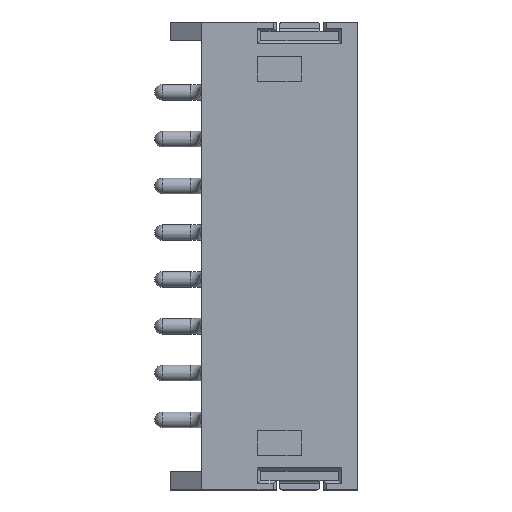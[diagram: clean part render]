
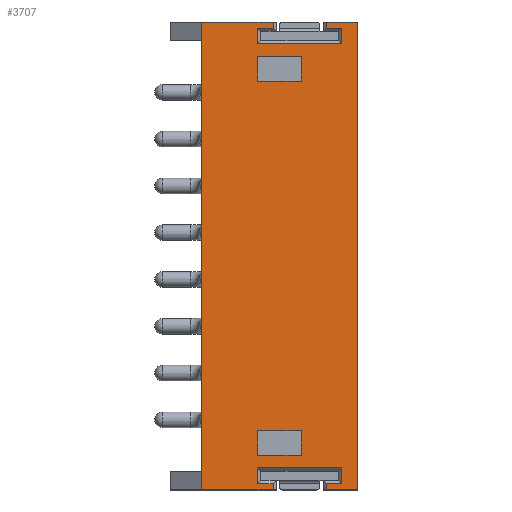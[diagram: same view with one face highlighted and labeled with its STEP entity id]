
A CAD part, top view. The second image highlights one B-rep face of the part: STEP entity #3707.
In plain terms, the highlighted planar face has unit normal (0, 0, 1).
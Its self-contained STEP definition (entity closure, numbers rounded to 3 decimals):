
#14=FACE_BOUND('',#486,.T.);
#15=FACE_BOUND('',#487,.T.);
#53=PLANE('',#4034);
#282=FACE_OUTER_BOUND('',#485,.T.);
#485=EDGE_LOOP('',(#2811,#2812,#2813,#2814,#2815,#2816,#2817,#2818,#2819,
#2820,#2821,#2822,#2823,#2824,#2825,#2826,#2827,#2828,#2829,#2830));
#486=EDGE_LOOP('',(#2831,#2832,#2833,#2834));
#487=EDGE_LOOP('',(#2835,#2836,#2837,#2838));
#694=LINE('',#5810,#1100);
#696=LINE('',#5815,#1102);
#702=LINE('',#5826,#1108);
#703=LINE('',#5828,#1109);
#705=LINE('',#5832,#1111);
#708=LINE('',#5838,#1114);
#713=LINE('',#5847,#1119);
#718=LINE('',#5857,#1124);
#720=LINE('',#5861,#1126);
#721=LINE('',#5863,#1127);
#722=LINE('',#5865,#1128);
#723=LINE('',#5867,#1129);
#724=LINE('',#5869,#1130);
#725=LINE('',#5871,#1131);
#726=LINE('',#5873,#1132);
#727=LINE('',#5875,#1133);
#728=LINE('',#5877,#1134);
#729=LINE('',#5879,#1135);
#730=LINE('',#5881,#1136);
#731=LINE('',#5882,#1137);
#732=LINE('',#5885,#1138);
#733=LINE('',#5887,#1139);
#734=LINE('',#5889,#1140);
#735=LINE('',#5890,#1141);
#736=LINE('',#5893,#1142);
#737=LINE('',#5895,#1143);
#738=LINE('',#5897,#1144);
#739=LINE('',#5898,#1145);
#1100=VECTOR('',#4604,10.);
#1102=VECTOR('',#4608,10.);
#1108=VECTOR('',#4616,10.);
#1109=VECTOR('',#4619,10.);
#1111=VECTOR('',#4623,10.);
#1114=VECTOR('',#4628,10.);
#1119=VECTOR('',#4635,10.);
#1124=VECTOR('',#4646,10.);
#1126=VECTOR('',#4650,10.);
#1127=VECTOR('',#4651,10.);
#1128=VECTOR('',#4652,10.);
#1129=VECTOR('',#4653,10.);
#1130=VECTOR('',#4654,10.);
#1131=VECTOR('',#4655,10.);
#1132=VECTOR('',#4656,10.);
#1133=VECTOR('',#4657,10.);
#1134=VECTOR('',#4658,10.);
#1135=VECTOR('',#4659,10.);
#1136=VECTOR('',#4660,10.);
#1137=VECTOR('',#4661,10.);
#1138=VECTOR('',#4662,10.);
#1139=VECTOR('',#4663,10.);
#1140=VECTOR('',#4664,10.);
#1141=VECTOR('',#4665,10.);
#1142=VECTOR('',#4666,10.);
#1143=VECTOR('',#4667,10.);
#1144=VECTOR('',#4668,10.);
#1145=VECTOR('',#4669,10.);
#1681=VERTEX_POINT('',#5807);
#1682=VERTEX_POINT('',#5809);
#1683=VERTEX_POINT('',#5813);
#1684=VERTEX_POINT('',#5814);
#1688=VERTEX_POINT('',#5824);
#1689=VERTEX_POINT('',#5831);
#1691=VERTEX_POINT('',#5837);
#1694=VERTEX_POINT('',#5845);
#1696=VERTEX_POINT('',#5856);
#1697=VERTEX_POINT('',#5860);
#1698=VERTEX_POINT('',#5862);
#1699=VERTEX_POINT('',#5864);
#1700=VERTEX_POINT('',#5866);
#1701=VERTEX_POINT('',#5868);
#1702=VERTEX_POINT('',#5870);
#1703=VERTEX_POINT('',#5872);
#1704=VERTEX_POINT('',#5874);
#1705=VERTEX_POINT('',#5876);
#1706=VERTEX_POINT('',#5878);
#1707=VERTEX_POINT('',#5880);
#1708=VERTEX_POINT('',#5883);
#1709=VERTEX_POINT('',#5884);
#1710=VERTEX_POINT('',#5886);
#1711=VERTEX_POINT('',#5888);
#1712=VERTEX_POINT('',#5891);
#1713=VERTEX_POINT('',#5892);
#1714=VERTEX_POINT('',#5894);
#1715=VERTEX_POINT('',#5896);
#2086=EDGE_CURVE('',#1681,#1682,#694,.T.);
#2088=EDGE_CURVE('',#1683,#1684,#696,.T.);
#2094=EDGE_CURVE('',#1688,#1681,#702,.T.);
#2095=EDGE_CURVE('',#1684,#1688,#703,.T.);
#2097=EDGE_CURVE('',#1689,#1683,#705,.T.);
#2100=EDGE_CURVE('',#1682,#1691,#708,.T.);
#2105=EDGE_CURVE('',#1694,#1689,#713,.T.);
#2110=EDGE_CURVE('',#1691,#1696,#718,.T.);
#2112=EDGE_CURVE('',#1697,#1694,#720,.T.);
#2113=EDGE_CURVE('',#1697,#1698,#721,.T.);
#2114=EDGE_CURVE('',#1698,#1699,#722,.T.);
#2115=EDGE_CURVE('',#1700,#1699,#723,.T.);
#2116=EDGE_CURVE('',#1701,#1700,#724,.T.);
#2117=EDGE_CURVE('',#1702,#1701,#725,.T.);
#2118=EDGE_CURVE('',#1703,#1702,#726,.T.);
#2119=EDGE_CURVE('',#1704,#1703,#727,.T.);
#2120=EDGE_CURVE('',#1705,#1704,#728,.T.);
#2121=EDGE_CURVE('',#1706,#1705,#729,.T.);
#2122=EDGE_CURVE('',#1706,#1707,#730,.T.);
#2123=EDGE_CURVE('',#1696,#1707,#731,.T.);
#2124=EDGE_CURVE('',#1708,#1709,#732,.T.);
#2125=EDGE_CURVE('',#1709,#1710,#733,.T.);
#2126=EDGE_CURVE('',#1710,#1711,#734,.T.);
#2127=EDGE_CURVE('',#1711,#1708,#735,.T.);
#2128=EDGE_CURVE('',#1712,#1713,#736,.T.);
#2129=EDGE_CURVE('',#1713,#1714,#737,.T.);
#2130=EDGE_CURVE('',#1714,#1715,#738,.T.);
#2131=EDGE_CURVE('',#1715,#1712,#739,.T.);
#2811=ORIENTED_EDGE('',*,*,#2100,.F.);
#2812=ORIENTED_EDGE('',*,*,#2086,.F.);
#2813=ORIENTED_EDGE('',*,*,#2094,.F.);
#2814=ORIENTED_EDGE('',*,*,#2095,.F.);
#2815=ORIENTED_EDGE('',*,*,#2088,.F.);
#2816=ORIENTED_EDGE('',*,*,#2097,.F.);
#2817=ORIENTED_EDGE('',*,*,#2105,.F.);
#2818=ORIENTED_EDGE('',*,*,#2112,.F.);
#2819=ORIENTED_EDGE('',*,*,#2113,.T.);
#2820=ORIENTED_EDGE('',*,*,#2114,.T.);
#2821=ORIENTED_EDGE('',*,*,#2115,.F.);
#2822=ORIENTED_EDGE('',*,*,#2116,.F.);
#2823=ORIENTED_EDGE('',*,*,#2117,.F.);
#2824=ORIENTED_EDGE('',*,*,#2118,.F.);
#2825=ORIENTED_EDGE('',*,*,#2119,.F.);
#2826=ORIENTED_EDGE('',*,*,#2120,.F.);
#2827=ORIENTED_EDGE('',*,*,#2121,.F.);
#2828=ORIENTED_EDGE('',*,*,#2122,.T.);
#2829=ORIENTED_EDGE('',*,*,#2123,.F.);
#2830=ORIENTED_EDGE('',*,*,#2110,.F.);
#2831=ORIENTED_EDGE('',*,*,#2124,.T.);
#2832=ORIENTED_EDGE('',*,*,#2125,.T.);
#2833=ORIENTED_EDGE('',*,*,#2126,.T.);
#2834=ORIENTED_EDGE('',*,*,#2127,.T.);
#2835=ORIENTED_EDGE('',*,*,#2128,.T.);
#2836=ORIENTED_EDGE('',*,*,#2129,.T.);
#2837=ORIENTED_EDGE('',*,*,#2130,.T.);
#2838=ORIENTED_EDGE('',*,*,#2131,.T.);
#3707=ADVANCED_FACE('',(#282,#14,#15),#53,.T.);
#4034=AXIS2_PLACEMENT_3D('',#5859,#4648,#4649);
#4604=DIRECTION('',(-1.,0.,0.));
#4608=DIRECTION('',(0.,-1.,0.));
#4616=DIRECTION('',(0.,1.,0.));
#4619=DIRECTION('',(1.,0.,0.));
#4623=DIRECTION('',(-1.,0.,0.));
#4628=DIRECTION('',(0.,1.,0.));
#4635=DIRECTION('',(0.,-1.,0.));
#4646=DIRECTION('',(1.,0.,0.));
#4648=DIRECTION('center_axis',(0.,0.,
1.));
#4649=DIRECTION('ref_axis',(0.,-1.,0.));
#4650=DIRECTION('',(1.,0.,0.));
#4651=DIRECTION('',(0.,-1.,0.));
#4652=DIRECTION('',(1.,0.,0.));
#4653=DIRECTION('',(0.,-1.,0.));
#4654=DIRECTION('',(1.,0.,0.));
#4655=DIRECTION('',(0.,-1.,0.));
#4656=DIRECTION('',(-1.,0.,0.));
#4657=DIRECTION('',(0.,1.,0.));
#4658=DIRECTION('',(1.,0.,0.));
#4659=DIRECTION('',(0.,1.,0.));
#4660=DIRECTION('',(1.,0.,0.));
#4661=DIRECTION('',(0.,-1.,0.));
#4662=DIRECTION('',(1.,0.,0.));
#4663=DIRECTION('',(0.,-1.,0.));
#4664=DIRECTION('',(-1.,0.,0.));
#4665=DIRECTION('',(0.,1.,0.));
#4666=DIRECTION('',(-1.,0.,0.));
#4667=DIRECTION('',(0.,1.,0.));
#4668=DIRECTION('',(1.,0.,0.));
#4669=DIRECTION('',(0.,-1.,0.));
#5807=CARTESIAN_POINT('',(5.25,12.55,3.7));
#5809=CARTESIAN_POINT('',(4.75,12.55,3.7));
#5810=CARTESIAN_POINT('',(2.95,12.55,3.7));
#5813=CARTESIAN_POINT('',(2.55,12.55,3.7));
#5814=CARTESIAN_POINT('',(2.55,12.05,3.7));
#5815=CARTESIAN_POINT('',(2.55,12.6,3.7));
#5824=CARTESIAN_POINT('',(5.25,12.05,3.7));
#5826=CARTESIAN_POINT('',(5.25,12.45,3.7));
#5828=CARTESIAN_POINT('',(1.7,12.05,3.7));
#5831=CARTESIAN_POINT('',(3.05,12.55,3.7));
#5832=CARTESIAN_POINT('',(2.95,12.55,3.7));
#5837=CARTESIAN_POINT('',(4.75,12.75,3.7));
#5838=CARTESIAN_POINT('',(4.75,12.75,3.7));
#5845=CARTESIAN_POINT('',(3.05,12.75,3.7));
#5847=CARTESIAN_POINT('',(3.05,12.75,3.7));
#5856=CARTESIAN_POINT('',(5.75,12.75,3.7));
#5857=CARTESIAN_POINT('',(0.75,12.75,3.7));
#5859=CARTESIAN_POINT('Origin',(0.75,12.75,3.7));
#5860=CARTESIAN_POINT('',(0.75,12.75,3.7));
#5861=CARTESIAN_POINT('',(0.75,12.75,3.7));
#5862=CARTESIAN_POINT('',(0.75,-2.25,3.7));
#5863=CARTESIAN_POINT('',(0.75,12.75,3.7));
#5864=CARTESIAN_POINT('',(3.05,-2.25,3.7));
#5865=CARTESIAN_POINT('',(0.75,-2.25,3.7));
#5866=CARTESIAN_POINT('',(3.05,-2.05,3.7));
#5867=CARTESIAN_POINT('',(3.05,5.25,3.7));
#5868=CARTESIAN_POINT('',(2.55,-2.05,3.7));
#5869=CARTESIAN_POINT('',(2.95,-2.05,3.7));
#5870=CARTESIAN_POINT('',(2.55,-1.55,3.7));
#5871=CARTESIAN_POINT('',(2.55,5.4,3.7));
#5872=CARTESIAN_POINT('',(5.25,-1.55,3.7));
#5873=CARTESIAN_POINT('',(1.7,-1.55,3.7));
#5874=CARTESIAN_POINT('',(5.25,-2.05,3.7));
#5875=CARTESIAN_POINT('',(5.25,5.55,3.7));
#5876=CARTESIAN_POINT('',(4.75,-2.05,3.7));
#5877=CARTESIAN_POINT('',(2.95,-2.05,3.7));
#5878=CARTESIAN_POINT('',(4.75,-2.25,3.7));
#5879=CARTESIAN_POINT('',(4.75,5.25,3.7));
#5880=CARTESIAN_POINT('',(5.75,-2.25,3.7));
#5881=CARTESIAN_POINT('',(0.75,-2.25,3.7));
#5882=CARTESIAN_POINT('',(5.75,12.75,3.7));
#5883=CARTESIAN_POINT('',(2.55,11.65,3.7));
#5884=CARTESIAN_POINT('',(3.95,11.65,3.7));
#5885=CARTESIAN_POINT('',(2.35,11.65,3.7));
#5886=CARTESIAN_POINT('',(3.95,10.85,3.7));
#5887=CARTESIAN_POINT('',(3.95,11.8,3.7));
#5888=CARTESIAN_POINT('',(2.55,10.85,3.7));
#5889=CARTESIAN_POINT('',(1.65,10.85,3.7));
#5890=CARTESIAN_POINT('',(2.55,12.2,3.7));
#5891=CARTESIAN_POINT('',(3.95,-1.15,3.7));
#5892=CARTESIAN_POINT('',(2.55,-1.15,3.7));
#5893=CARTESIAN_POINT('',(2.35,-1.15,3.7));
#5894=CARTESIAN_POINT('',(2.55,-0.35,3.7));
#5895=CARTESIAN_POINT('',(2.55,5.8,3.7));
#5896=CARTESIAN_POINT('',(3.95,-0.35,3.7));
#5897=CARTESIAN_POINT('',(1.65,-0.35,3.7));
#5898=CARTESIAN_POINT('',(3.95,6.2,3.7));
